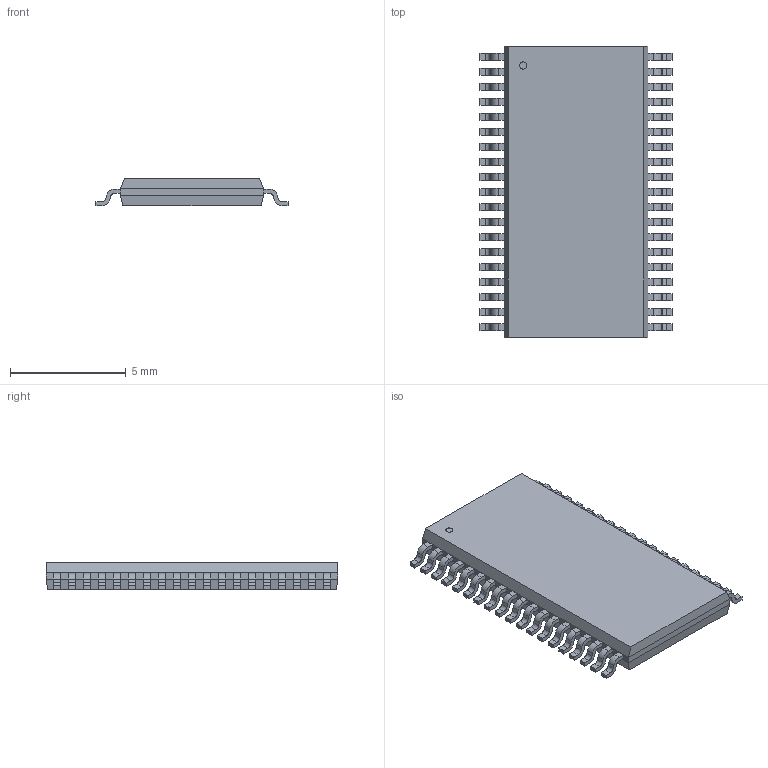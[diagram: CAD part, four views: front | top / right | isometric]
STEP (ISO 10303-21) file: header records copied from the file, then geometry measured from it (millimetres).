
FILE_DESCRIPTION(('STEP AP214'),'1');
FILE_NAME('DA38','2020-03-29T04:10:11',(''),(''),'','','');
FILE_SCHEMA(('AUTOMOTIVE_DESIGN'));
Length unit declared in the file: millimetre
Products named in the file (1): product
Bounding box: 8.31 x 12.6 x 1.2 mm (x, y, z)
Volume: 94.2 mm3; surface area: 248 mm2
Topology: 40 solids, 40 shells, 549 faces, 1399 edges, 930 vertices
Faces by surface type: plane 396, cylinder 153
Full cylindrical faces by diameter (mm): 0.31 x1
Entity records: 15792 total; most frequent: DIRECTION 2806, ORIENTED_EDGE 2796, CARTESIAN_POINT 1635, EDGE_CURVE 1398, LINE 1092, VECTOR 1092, VERTEX_POINT 930, AXIS2_PLACEMENT_3D 857
